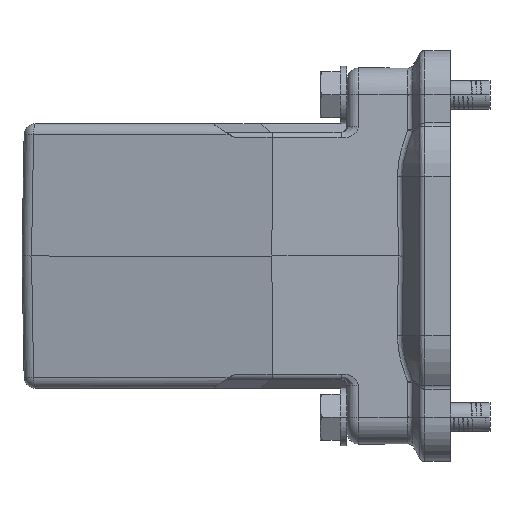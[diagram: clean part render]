
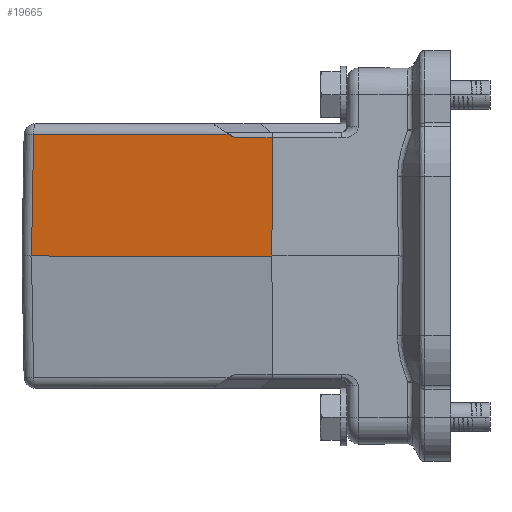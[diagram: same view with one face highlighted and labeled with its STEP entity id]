
A CAD part, left-side view. The second image highlights one B-rep face of the part: STEP entity #19665.
In plain terms, the highlighted planar face has unit normal (-0.985, 0.174, 0.018).
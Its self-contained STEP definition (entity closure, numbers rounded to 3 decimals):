
#3594=DIRECTION('',(0.017,-0.002,1.));
#3595=VECTOR('',#3594,20.521);
#3596=CARTESIAN_POINT('',(-30.,19.8,0.));
#3597=LINE('',#3596,#3595);
#3638=DIRECTION('',(0.174,0.985,0.));
#3639=VECTOR('',#3638,42.441);
#3640=CARTESIAN_POINT('',(-30.,19.8,0.));
#3641=LINE('',#3640,#3639);
#3642=DIRECTION('',(0.015,-0.017,1.));
#3643=VECTOR('',#3642,21.04);
#3644=CARTESIAN_POINT('',(-22.63,61.596,
0.));
#3645=LINE('',#3644,#3643);
#3646=DIRECTION('',(-0.159,-0.854,-0.495));
#3647=VECTOR('',#3646,1.046);
#3648=CARTESIAN_POINT('',(-28.341,27.092,21.035));
#3649=LINE('',#3648,#3647);
#3659=DIRECTION('',(0.174,0.985,0.));
#3660=VECTOR('',#3659,6.53);
#3661=CARTESIAN_POINT('',(-29.642,19.769,20.517));
#3662=LINE('',#3661,#3660);
#4192=DIRECTION('',(0.174,0.985,0.));
#4193=VECTOR('',#4192,34.663);
#4194=CARTESIAN_POINT('',(-28.341,27.092,21.035));
#4195=LINE('',#4194,#4193);
#12368=CARTESIAN_POINT('',(-30.,19.8,0.));
#12369=VERTEX_POINT('',#12368);
#12869=CARTESIAN_POINT('',(-29.642,19.769,
20.517));
#12870=VERTEX_POINT('',#12869);
#12877=CARTESIAN_POINT('',(-28.508,26.199,
20.517));
#12878=VERTEX_POINT('',#12877);
#12879=CARTESIAN_POINT('',(-22.63,61.596,
0.));
#12880=VERTEX_POINT('',#12879);
#12881=CARTESIAN_POINT('',(-22.322,61.229,
21.035));
#12882=VERTEX_POINT('',#12881);
#12883=CARTESIAN_POINT('',(-28.341,27.092,
21.035));
#12884=VERTEX_POINT('',#12883);
#19647=CARTESIAN_POINT('',(-26.134,40.666,
10.517));
#19648=DIRECTION('',(0.985,-0.174,-0.017));
#19649=DIRECTION('',(-0.174,-0.985,0.));
#19650=AXIS2_PLACEMENT_3D('',#19647,#19648,#19649);
#19651=PLANE('',#19650);
#19653=ORIENTED_EDGE('',*,*,#19652,.F.);
#19654=ORIENTED_EDGE('',*,*,#19628,.F.);
#19656=ORIENTED_EDGE('',*,*,#19655,.T.);
#19658=ORIENTED_EDGE('',*,*,#19657,.T.);
#19660=ORIENTED_EDGE('',*,*,#19659,.F.);
#19662=ORIENTED_EDGE('',*,*,#19661,.T.);
#19663=EDGE_LOOP('',(#19653,#19654,#19656,#19658,#19660,#19662));
#19664=FACE_OUTER_BOUND('',#19663,.F.);
#19665=ADVANCED_FACE('',(#19664),#19651,.F.);
#19628=EDGE_CURVE('',#12369,#12870,#3597,.T.);
#19652=EDGE_CURVE('',#12870,#12878,#3662,.T.);
#19655=EDGE_CURVE('',#12369,#12880,#3641,.T.);
#19657=EDGE_CURVE('',#12880,#12882,#3645,.T.);
#19659=EDGE_CURVE('',#12884,#12882,#4195,.T.);
#19661=EDGE_CURVE('',#12884,#12878,#3649,.T.);
